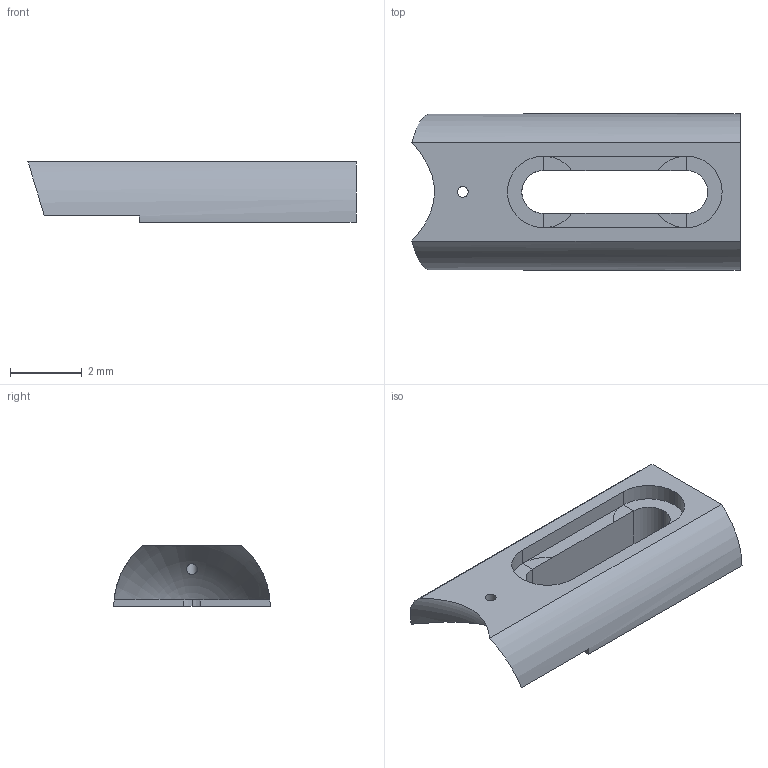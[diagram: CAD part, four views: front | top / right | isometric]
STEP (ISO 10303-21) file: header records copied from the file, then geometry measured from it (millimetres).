
FILE_DESCRIPTION(('FreeCAD Model'),'2;1');
FILE_NAME('Open CASCADE Shape Model','2023-11-29T08:58:32',('Author'),( ''),'Open CASCADE STEP processor 7.5','FreeCAD','Unknown');
FILE_SCHEMA(('AUTOMOTIVE_DESIGN { 1 0 10303 214 1 1 1 1 }'));
Length unit declared in the file: millimetre
Products named in the file (1): ParabolicMirrorWithScrewmount
Bounding box: 9.17 x 4.37 x 1.7 mm (x, y, z)
Volume: 39.2 mm3; surface area: 117.3 mm2
Topology: 1 solids, 1 shells, 28 faces, 73 edges, 43 vertices
Faces by surface type: plane 18, cylinder 9, revolution 1
Full cylindrical faces by diameter (mm): 0.3 x1
Entity records: 2321 total; most frequent: CARTESIAN_POINT 932, DIRECTION 243, ORIENTED_EDGE 140, PCURVE 140, DEFINITIONAL_REPRESENTATION 140, LINE 114, VECTOR 114, EDGE_CURVE 70
